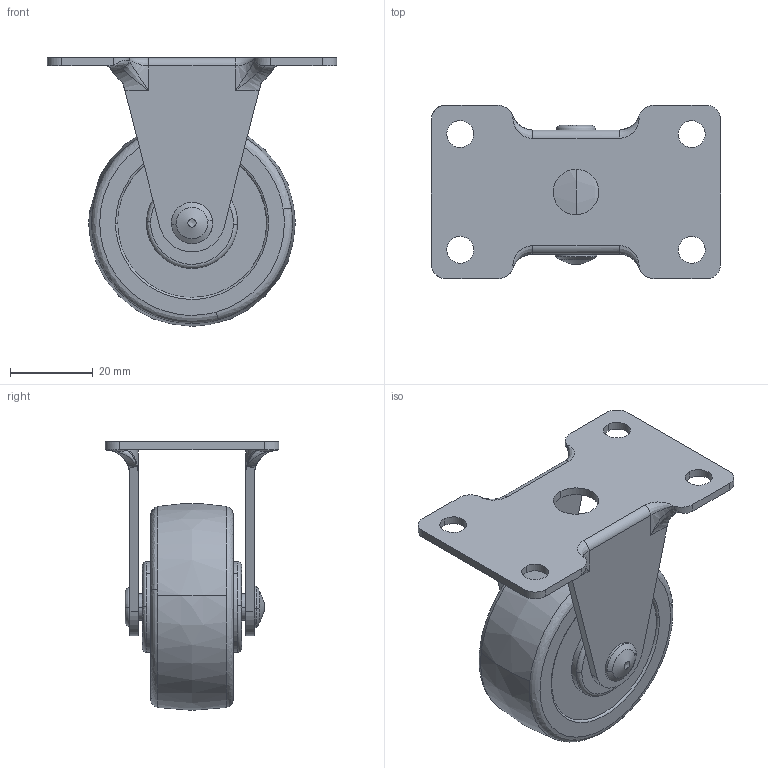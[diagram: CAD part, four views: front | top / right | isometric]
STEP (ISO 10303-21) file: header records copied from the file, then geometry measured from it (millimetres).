
FILE_DESCRIPTION((''),'2;1');
FILE_NAME('','2005-12-16T10:29:29',(''),(''),'','CADfix','');
FILE_SCHEMA(('AUTOMOTIVE_DESIGN'));
Length unit declared in the file: millimetre
Products named in the file (4): wheel; body; axle; 320ER_R50_3312_36
Assembly tree (3 placements, depth 2):
  320ER_R50_3312_36
    wheel
    body
    axle
Bounding box: 70 x 42 x 65 mm (x, y, z)
Volume: 48148.6 mm3; surface area: 18109.4 mm2
Topology: 3 solids, 3 shells, 131 faces, 414 edges, 274 vertices
Faces by surface type: bspline 131
Entity records: 6940 total; most frequent: CARTESIAN_POINT 4740, ORIENTED_EDGE 782, EDGE_CURVE 391, VERTEX_POINT 274, EDGE_LOOP 155, FACE_OUTER_BOUND 131, ADVANCED_FACE 131, QUASI_UNIFORM_CURVE 108
